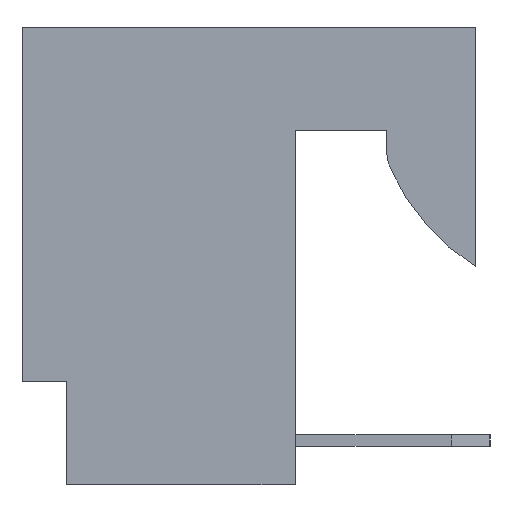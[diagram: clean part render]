
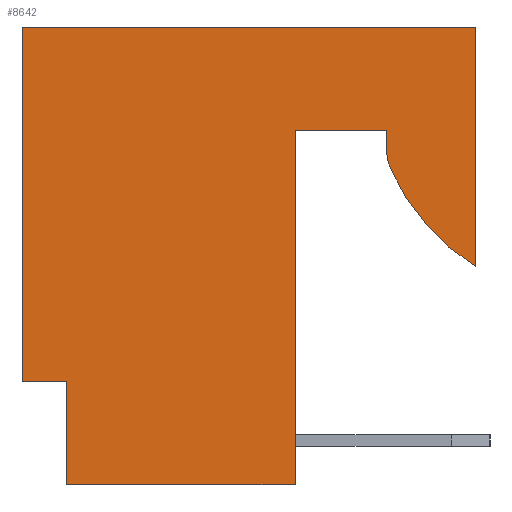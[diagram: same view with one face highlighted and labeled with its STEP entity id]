
A CAD part, left-side view. The second image highlights one B-rep face of the part: STEP entity #8642.
In plain terms, the highlighted planar face has unit normal (-1, 0, 0).
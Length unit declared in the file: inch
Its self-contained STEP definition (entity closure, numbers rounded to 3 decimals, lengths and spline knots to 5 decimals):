
#1=DIRECTION('',(0.,0.,-1.));
#2=VECTOR('',#1,0.16208);
#3=CARTESIAN_POINT('',(-0.598,0.,0.));
#4=LINE('',#3,#2);
#5=CARTESIAN_POINT('',(-0.598,-0.0797,-0.035));
#6=DIRECTION('',(1.,0.,0.));
#7=DIRECTION('',(0.,0.531,-0.847));
#8=AXIS2_PLACEMENT_3D('',#5,#6,#7);
#10=CARTESIAN_POINT('',(-0.598,0.03,-0.08365));
#11=DIRECTION('',(1.,0.,0.));
#12=DIRECTION('',(0.,0.914,-0.405));
#13=AXIS2_PLACEMENT_3D('',#10,#11,#12);
#15=DIRECTION('',(0.,0.,1.));
#16=VECTOR('',#15,0.01365);
#17=CARTESIAN_POINT('',(-0.598,0.06,-0.08365));
#18=LINE('',#17,#16);
#19=DIRECTION('',(0.,1.,0.));
#20=VECTOR('',#19,0.062);
#21=CARTESIAN_POINT('',(-0.598,0.06,-0.07));
#22=LINE('',#21,#20);
#23=DIRECTION('',(0.,0.,-1.));
#24=VECTOR('',#23,0.24);
#25=CARTESIAN_POINT('',(-0.598,0.122,-0.07));
#26=LINE('',#25,#24);
#27=DIRECTION('',(0.,1.,0.));
#28=VECTOR('',#27,0.155);
#29=CARTESIAN_POINT('',(-0.598,0.122,-0.31));
#30=LINE('',#29,#28);
#31=DIRECTION('',(0.,0.,1.));
#32=VECTOR('',#31,0.07);
#33=CARTESIAN_POINT('',(-0.598,0.277,-0.31));
#34=LINE('',#33,#32);
#35=DIRECTION('',(0.,1.,0.));
#36=VECTOR('',#35,0.03);
#37=CARTESIAN_POINT('',(-0.598,0.277,-0.24));
#38=LINE('',#37,#36);
#39=DIRECTION('',(0.,0.,1.));
#40=VECTOR('',#39,0.24);
#41=CARTESIAN_POINT('',(-0.598,0.307,-0.24));
#42=LINE('',#41,#40);
#43=DIRECTION('',(0.,-1.,0.));
#44=VECTOR('',#43,0.307);
#45=CARTESIAN_POINT('',(-0.598,0.307,0.));
#46=LINE('',#45,#44);
#6553=CARTESIAN_POINT('',(-0.598,0.,0.));
#6554=CARTESIAN_POINT('',(-0.598,0.,-0.16208));
#6555=VERTEX_POINT('',#6553);
#6556=VERTEX_POINT('',#6554);
#6557=CARTESIAN_POINT('',(-0.598,0.06,-0.07));
#6558=CARTESIAN_POINT('',(-0.598,0.122,-0.07));
#6559=VERTEX_POINT('',#6557);
#6560=VERTEX_POINT('',#6558);
#6561=CARTESIAN_POINT('',(-0.598,0.122,-0.31));
#6562=VERTEX_POINT('',#6561);
#6563=CARTESIAN_POINT('',(-0.598,0.277,-0.31));
#6564=VERTEX_POINT('',#6563);
#6565=CARTESIAN_POINT('',(-0.598,0.277,-0.24));
#6566=VERTEX_POINT('',#6565);
#6567=CARTESIAN_POINT('',(-0.598,0.307,-0.24));
#6568=VERTEX_POINT('',#6567);
#6569=CARTESIAN_POINT('',(-0.598,0.307,0.));
#6570=VERTEX_POINT('',#6569);
#6753=CARTESIAN_POINT('',(-0.598,0.05742,-0.09581));
#6754=VERTEX_POINT('',#6753);
#6755=CARTESIAN_POINT('',(-0.598,0.06,-0.08365));
#6756=VERTEX_POINT('',#6755);
#8613=CARTESIAN_POINT('',(-0.598,0.,0.));
#8614=DIRECTION('',(1.,0.,0.));
#8615=DIRECTION('',(0.,0.,-1.));
#8616=AXIS2_PLACEMENT_3D('',#8613,#8614,#8615);
#8617=PLANE('',#8616);
#8619=ORIENTED_EDGE('',*,*,#8618,.T.);
#8621=ORIENTED_EDGE('',*,*,#8620,.T.);
#8623=ORIENTED_EDGE('',*,*,#8622,.T.);
#8625=ORIENTED_EDGE('',*,*,#8624,.T.);
#8627=ORIENTED_EDGE('',*,*,#8626,.T.);
#8629=ORIENTED_EDGE('',*,*,#8628,.T.);
#8631=ORIENTED_EDGE('',*,*,#8630,.T.);
#8633=ORIENTED_EDGE('',*,*,#8632,.T.);
#8635=ORIENTED_EDGE('',*,*,#8634,.T.);
#8637=ORIENTED_EDGE('',*,*,#8636,.T.);
#8639=ORIENTED_EDGE('',*,*,#8638,.T.);
#8640=EDGE_LOOP('',(#8619,#8621,#8623,#8625,#8627,#8629,#8631,#8633,#8635,#8637,
#8639));
#8641=FACE_OUTER_BOUND('',#8640,.F.);
#8642=ADVANCED_FACE('',(#8641),#8617,.F.);
#9=CIRCLE('',#8,0.15);
#14=CIRCLE('',#13,0.03);
#8618=EDGE_CURVE('',#6555,#6556,#4,.T.);
#8620=EDGE_CURVE('',#6556,#6754,#9,.T.);
#8622=EDGE_CURVE('',#6754,#6756,#14,.T.);
#8624=EDGE_CURVE('',#6756,#6559,#18,.T.);
#8626=EDGE_CURVE('',#6559,#6560,#22,.T.);
#8628=EDGE_CURVE('',#6560,#6562,#26,.T.);
#8630=EDGE_CURVE('',#6562,#6564,#30,.T.);
#8632=EDGE_CURVE('',#6564,#6566,#34,.T.);
#8634=EDGE_CURVE('',#6566,#6568,#38,.T.);
#8636=EDGE_CURVE('',#6568,#6570,#42,.T.);
#8638=EDGE_CURVE('',#6570,#6555,#46,.T.);
